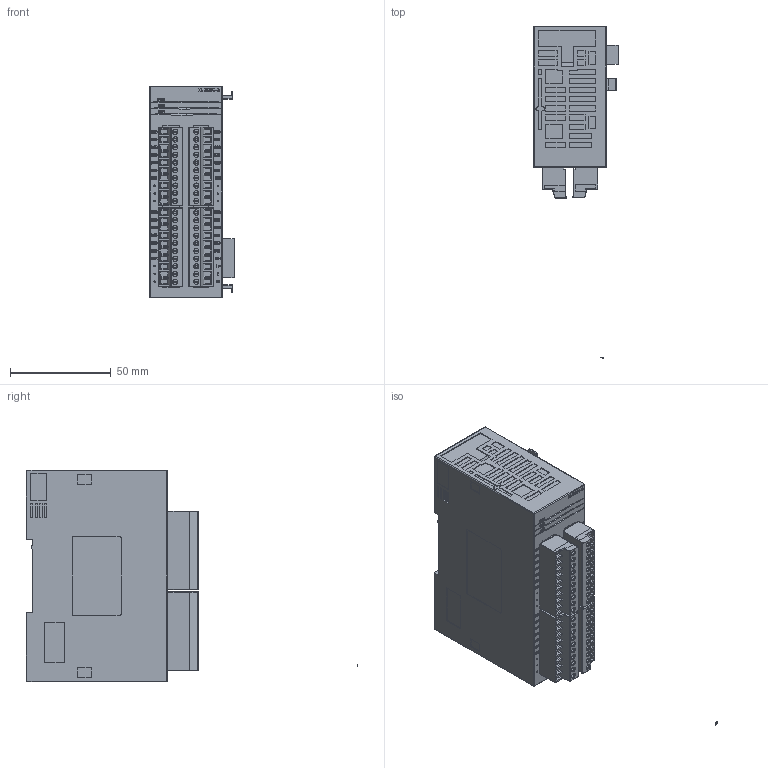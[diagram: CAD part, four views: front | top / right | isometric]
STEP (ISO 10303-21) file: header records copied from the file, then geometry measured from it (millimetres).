
FILE_DESCRIPTION(/* description */ (''),/* implementation_level */ '2;1');
FILE_NAME(/* name */ 'XL-E4W~1',/* time_stamp */ '2022-12-02T10:44:48+08:00',/* author */ (''),/* organization */ (''),/* preprocessor_version */ 'ST-DEVELOPER v16.5',/* originating_system */ '',/* authorisation */ '');
FILE_SCHEMA (('CONFIG_CONTROL_DESIGN'));
Products named in the file (1): Document
Bounding box: 41.8 x 164.31 x 105 mm (x, y, z)
Surface area: 43522.5 mm2 (no closed solid volume)
Topology: 0 solids, 165 shells, 2641 faces, 8803 edges, 6436 vertices
Faces by surface type: plane 1859, cylinder 404, bspline 378
Entity records: 137848 total; most frequent: CARTESIAN_POINT 84260, ORIENTED_EDGE 15066, EDGE_CURVE 8803, B_SPLINE_CURVE_WITH_KNOTS 7519, VERTEX_POINT 6436, EDGE_LOOP 2891, ADVANCED_FACE 2641, FACE_OUTER_BOUND 2641
